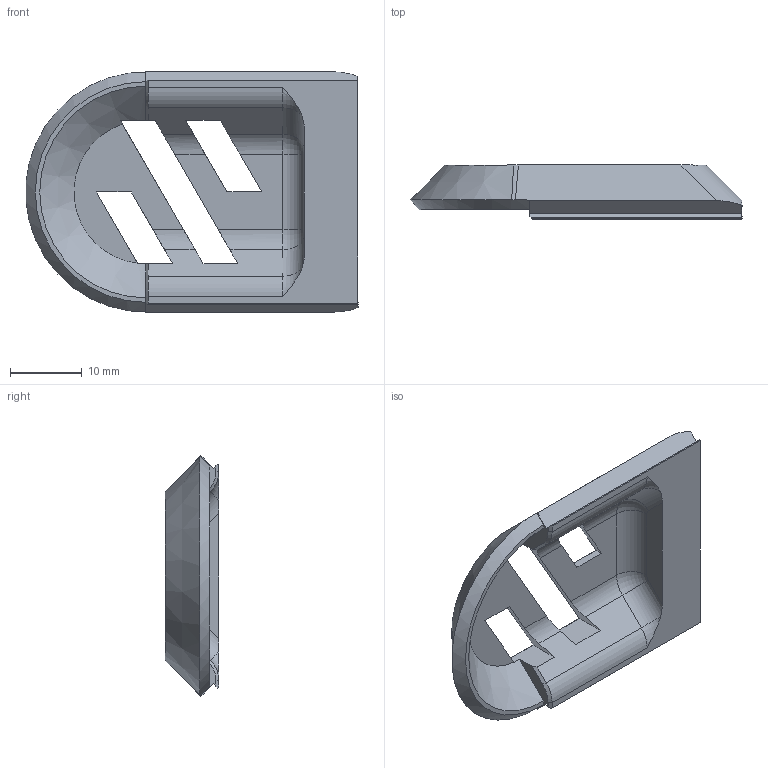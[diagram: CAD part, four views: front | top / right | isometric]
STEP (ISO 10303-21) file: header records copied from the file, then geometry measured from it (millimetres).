
FILE_DESCRIPTION (( 'STEP AP214' ), '1' );
FILE_NAME ('5mm_tall_motor_cover.STEP', '2021-08-24T06:38:12', ( '' ), ( '' ), 'SwSTEP 2.0', 'SolidWorks 2021', '' );
FILE_SCHEMA (( 'AUTOMOTIVE_DESIGN' ));
Length unit declared in the file: millimetre
Products named in the file (1): 5mm_tall_motor_cover
Bounding box: 46.4 x 7.5 x 33.58 mm (x, y, z)
Volume: 4207.9 mm3; surface area: 3473.4 mm2
Topology: 1 solids, 1 shells, 72 faces, 197 edges, 124 vertices
Faces by surface type: plane 50, cylinder 11, cone 5, torus 4, bspline 2
Entity records: 2318 total; most frequent: CARTESIAN_POINT 520, ORIENTED_EDGE 394, DIRECTION 332, EDGE_CURVE 197, LINE 144, VECTOR 144, VERTEX_POINT 124, AXIS2_PLACEMENT_3D 94
